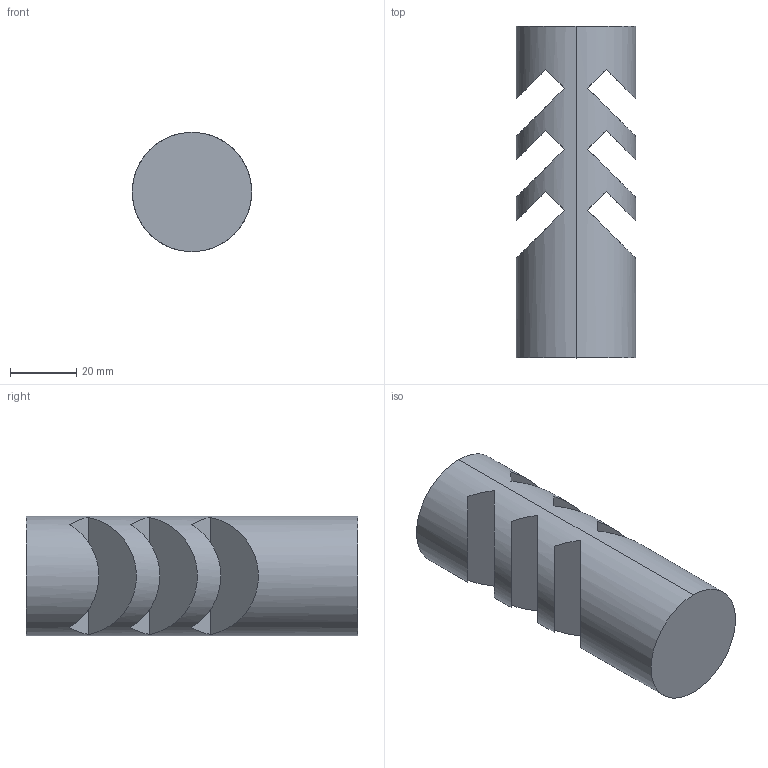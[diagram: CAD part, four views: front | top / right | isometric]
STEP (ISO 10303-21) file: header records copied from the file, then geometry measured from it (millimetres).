
FILE_DESCRIPTION (( 'STEP AP203' ), '1' );
FILE_NAME ('Barre inox.STEP', '2021-05-27T05:38:25', ( '' ), ( '' ), 'SwSTEP 2.0', 'SolidWorks 2020', '' );
FILE_SCHEMA (( 'CONFIG_CONTROL_DESIGN' ));
Length unit declared in the file: millimetre
Products named in the file (1): Barre inox
Bounding box: 36 x 100 x 36 mm (x, y, z)
Volume: 82311.8 mm3; surface area: 16901.3 mm2
Topology: 1 solids, 1 shells, 22 faces, 42 edges, 28 vertices
Faces by surface type: plane 20, cylinder 2
Entity records: 627 total; most frequent: CARTESIAN_POINT 165, ORIENTED_EDGE 84, DIRECTION 68, EDGE_CURVE 42, EDGE_LOOP 28, VERTEX_POINT 28, AXIS2_PLACEMENT_3D 27, FACE_OUTER_BOUND 22
